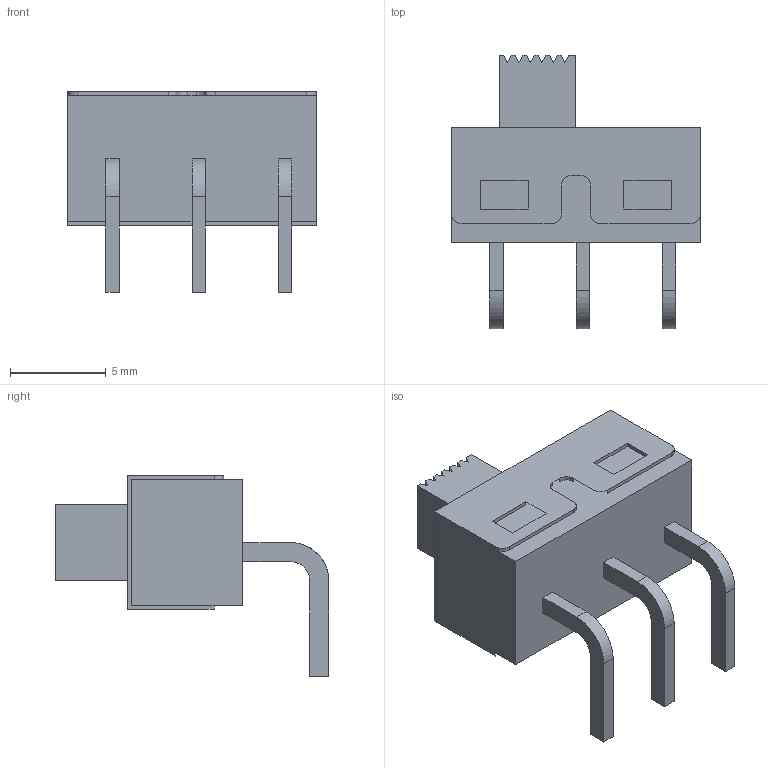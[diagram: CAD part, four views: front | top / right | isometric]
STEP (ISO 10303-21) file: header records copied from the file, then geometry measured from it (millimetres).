
FILE_DESCRIPTION (( 'STEP AP214' ), '1' );
FILE_NAME ('PowerSwitch_V2.STEP', '2022-01-05T17:25:20', ( '' ), ( '' ), 'SwSTEP 2.0', 'SolidWorks 2018', '' );
FILE_SCHEMA (( 'AUTOMOTIVE_DESIGN' ));
Length unit declared in the file: millimetre
Products named in the file (1): PowerSwitch_V2
Bounding box: 13 x 14.3 x 10.5 mm (x, y, z)
Surface area: 620.7 mm2 (no closed solid volume)
Topology: 0 solids, 1 shells, 72 faces, 228 edges, 157 vertices
Faces by surface type: plane 62, cylinder 10
Entity records: 3577 total; most frequent: CARTESIAN_POINT 1228, ORIENTED_EDGE 396, B_SPLINE_CURVE_WITH_KNOTS 228, EDGE_CURVE 228, VERTEX_POINT 157, DIRECTION 146, EDGE_LOOP 79, UNCERTAINTY_MEASURE_WITH_UNIT 74
